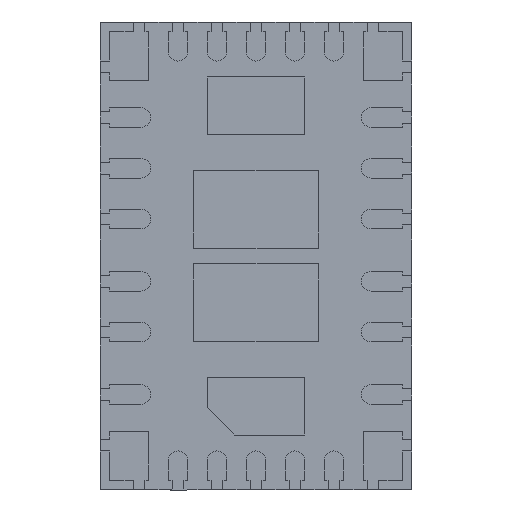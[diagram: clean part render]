
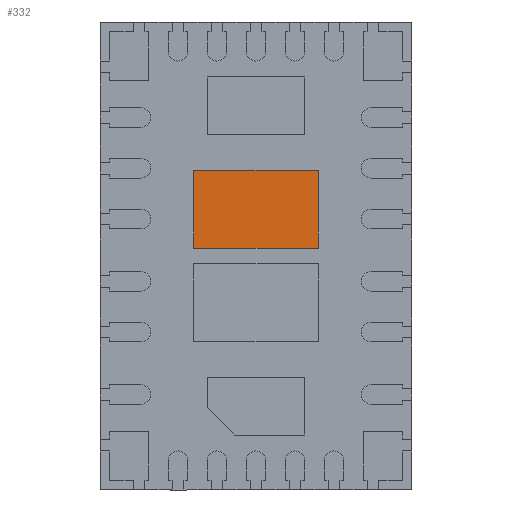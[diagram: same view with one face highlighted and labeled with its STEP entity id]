
A CAD part, front view. The second image highlights one B-rep face of the part: STEP entity #332.
In plain terms, the highlighted planar face has unit normal (0, -1, 0).
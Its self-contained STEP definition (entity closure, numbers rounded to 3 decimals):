
#26 = FACE_OUTER_BOUND ( 'NONE', #9652, .T. ) ;
#207 = DIRECTION ( 'NONE',  ( 1., 0., 0. ) ) ;
#332 = ADVANCED_FACE ( 'NONE', ( #26 ), #1715, .F. ) ;
#1628 = CARTESIAN_POINT ( 'NONE',  ( -0.8, 0., 1.1 ) ) ;
#1715 = PLANE ( 'NONE',  #5332 ) ;
#1794 = LINE ( 'NONE', #1628, #7073 ) ;
#2299 = CARTESIAN_POINT ( 'NONE',  ( 0.8, 0., 0.1 ) ) ;
#2813 = CARTESIAN_POINT ( 'NONE',  ( 0.8, 0., 1.1 ) ) ;
#3160 = EDGE_CURVE ( 'NONE', #17012, #13771, #1794, .T. ) ;
#3978 = CARTESIAN_POINT ( 'NONE',  ( -0.8, 0., 0.1 ) ) ;
#4866 = ORIENTED_EDGE ( 'NONE', *, *, #7312, .F. ) ;
#5332 = AXIS2_PLACEMENT_3D ( 'NONE', #8552, #7107, #5753 ) ;
#5395 = VERTEX_POINT ( 'NONE', #3978 ) ;
#5688 = ORIENTED_EDGE ( 'NONE', *, *, #3160, .F. ) ;
#5753 = DIRECTION ( 'NONE',  ( 0., 0., 1. ) ) ;
#5906 = VECTOR ( 'NONE', #11420, 1000. ) ;
#6199 = CARTESIAN_POINT ( 'NONE',  ( -0.8, 0., 0.1 ) ) ;
#7073 = VECTOR ( 'NONE', #207, 1000. ) ;
#7107 = DIRECTION ( 'NONE',  ( 0., 1., 0. ) ) ;
#7312 = EDGE_CURVE ( 'NONE', #13771, #17256, #14893, .T. ) ;
#8552 = CARTESIAN_POINT ( 'NONE',  ( 0., 0., 0. ) ) ;
#8898 = LINE ( 'NONE', #6199, #5906 ) ;
#9131 = VECTOR ( 'NONE', #15320, 1000. ) ;
#9238 = DIRECTION ( 'NONE',  ( 0., 0., -1. ) ) ;
#9652 = EDGE_LOOP ( 'NONE', ( #4866, #5688, #11211, #14452 ) ) ;
#11036 = CARTESIAN_POINT ( 'NONE',  ( -0.8, 0., 1.1 ) ) ;
#11211 = ORIENTED_EDGE ( 'NONE', *, *, #16967, .F. ) ;
#11420 = DIRECTION ( 'NONE',  ( -1., 0., 0. ) ) ;
#13771 = VERTEX_POINT ( 'NONE', #2813 ) ;
#13833 = EDGE_CURVE ( 'NONE', #17256, #5395, #8898, .T. ) ;
#13894 = CARTESIAN_POINT ( 'NONE',  ( -0.8, 0., 0.1 ) ) ;
#14095 = VECTOR ( 'NONE', #9238, 1000. ) ;
#14452 = ORIENTED_EDGE ( 'NONE', *, *, #13833, .F. ) ;
#14622 = CARTESIAN_POINT ( 'NONE',  ( 0.8, 0., 0.1 ) ) ;
#14893 = LINE ( 'NONE', #14622, #14095 ) ;
#15320 = DIRECTION ( 'NONE',  ( 0., 0., 1. ) ) ;
#16658 = LINE ( 'NONE', #13894, #9131 ) ;
#16967 = EDGE_CURVE ( 'NONE', #5395, #17012, #16658, .T. ) ;
#17012 = VERTEX_POINT ( 'NONE', #11036 ) ;
#17256 = VERTEX_POINT ( 'NONE', #2299 ) ;
